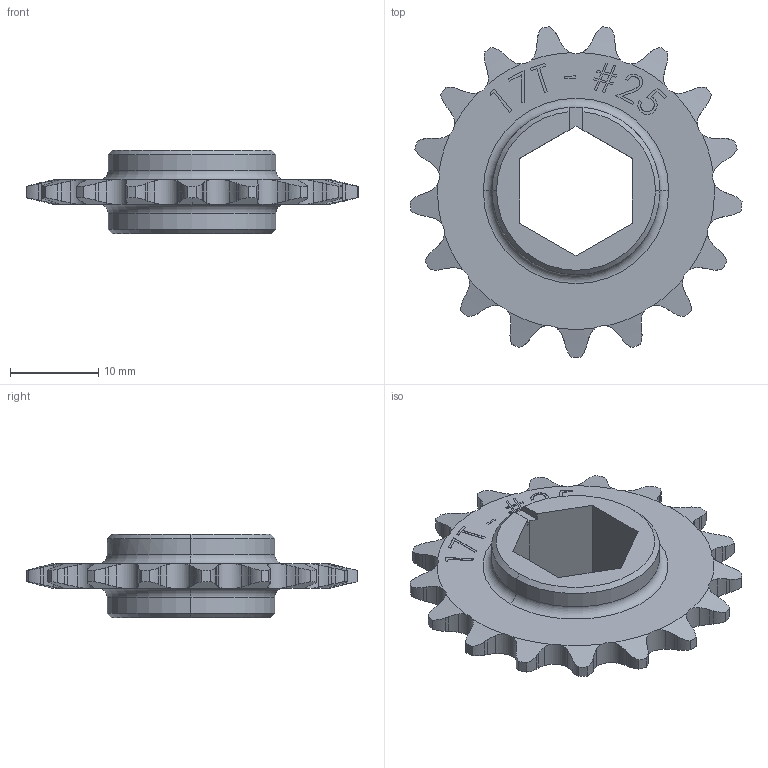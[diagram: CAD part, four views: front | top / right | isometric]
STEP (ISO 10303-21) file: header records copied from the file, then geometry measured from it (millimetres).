
FILE_DESCRIPTION (( 'STEP AP214' ), '1' );
FILE_NAME ('WCP-0579 Rev1.step', '2023-01-03T03:00:38', ( '' ), ( '' ), 'SwSTEP 2.0', 'SolidWorks 2020', '' );
FILE_SCHEMA (( 'AUTOMOTIVE_DESIGN' ));
Length unit declared in the file: inch
Products named in the file (1): WCP-0579 Rev1
Bounding box: 37.7 x 37.54 x 9.53 mm (x, y, z)
Volume: 3052 mm3; surface area: 2649 mm2
Topology: 1 solids, 1 shells, 296 faces, 847 edges, 562 vertices
Faces by surface type: plane 123, cylinder 115, cone 40, bspline 14, torus 4
Entity records: 10976 total; most frequent: CARTESIAN_POINT 3734, ORIENTED_EDGE 1694, DIRECTION 1228, EDGE_CURVE 847, VERTEX_POINT 562, AXIS2_PLACEMENT_3D 414, VECTOR 400, LINE 400
